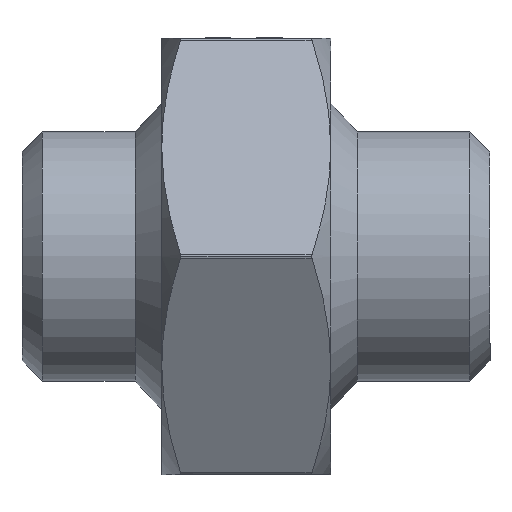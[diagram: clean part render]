
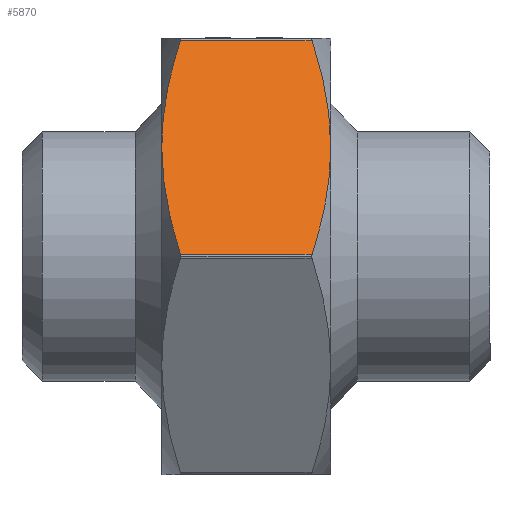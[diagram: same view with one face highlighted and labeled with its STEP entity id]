
A CAD part, front view. The second image highlights one B-rep face of the part: STEP entity #5870.
In plain terms, the highlighted planar face has unit normal (0, -0.866, 0.5).
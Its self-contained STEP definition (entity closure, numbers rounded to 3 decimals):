
#53 = CARTESIAN_POINT ( 'NONE',  ( 7.084, -26.991, 0.25 ) ) ;
#561 = CARTESIAN_POINT ( 'NONE',  ( 7.084, -13.712, 23.25 ) ) ;
#745 = VECTOR ( 'NONE', #13511, 1000. ) ;
#1427 = CARTESIAN_POINT ( 'NONE',  ( 9.1, -17.261, 17.102 ) ) ;
#1430 =( BOUNDED_CURVE ( )  B_SPLINE_CURVE ( 2, ( #13525, #11494, #12535 ),
 .UNSPECIFIED., .F., .F. ) 
 B_SPLINE_CURVE_WITH_KNOTS ( ( 3, 3 ),
 ( 2.002, 3.432 ),
 .UNSPECIFIED. ) 
 CURVE ( )  GEOMETRIC_REPRESENTATION_ITEM ( )  RATIONAL_B_SPLINE_CURVE ( ( 1., 1.052, 1.03 ) ) 
 REPRESENTATION_ITEM ( '' )  );
#2470 = EDGE_CURVE ( 'NONE', #3367, #6913, #1430, .T. ) ;
#2674 = LINE ( 'NONE', #11038, #7835 ) ;
#2820 = LINE ( 'NONE', #13561, #745 ) ;
#3217 = CARTESIAN_POINT ( 'NONE',  ( -9.1, -20.352, 11.75 ) ) ;
#3367 = VERTEX_POINT ( 'NONE', #3217 ) ;
#3429 = ORIENTED_EDGE ( 'NONE', *, *, #12794, .F. ) ;
#3774 = DIRECTION ( 'NONE',  ( 0., -0.866, 0.5 ) ) ;
#3930 =( BOUNDED_CURVE ( )  B_SPLINE_CURVE ( 2, ( #9106, #13978, #11605 ),
 .UNSPECIFIED., .F., .F. ) 
 B_SPLINE_CURVE_WITH_KNOTS ( ( 3, 3 ),
 ( 0.572, 2.002 ),
 .UNSPECIFIED. ) 
 CURVE ( )  GEOMETRIC_REPRESENTATION_ITEM ( )  RATIONAL_B_SPLINE_CURVE ( ( 1.03, 1.052, 1. ) ) 
 REPRESENTATION_ITEM ( '' )  );
#3943 = DIRECTION ( 'NONE',  ( 1., 0., 0. ) ) ;
#3960 = ORIENTED_EDGE ( 'NONE', *, *, #13331, .T. ) ;
#4270 = VERTEX_POINT ( 'NONE', #53 ) ;
#4924 = PLANE ( 'NONE',  #11872 ) ;
#5870 = ADVANCED_FACE ( 'NONE', ( #15247 ), #4924, .T. ) ;
#6047 = CARTESIAN_POINT ( 'NONE',  ( 9.1, -23.442, 6.398 ) ) ;
#6893 = ORIENTED_EDGE ( 'NONE', *, *, #2470, .T. ) ;
#6913 = VERTEX_POINT ( 'NONE', #10726 ) ;
#7199 = CARTESIAN_POINT ( 'NONE',  ( 7.084, -26.991, 0.25 ) ) ;
#7835 = VECTOR ( 'NONE', #3943, 1000. ) ;
#8652 = CARTESIAN_POINT ( 'NONE',  ( 9.1, -20.352, 11.75 ) ) ;
#8788 = EDGE_CURVE ( 'NONE', #4270, #6913, #2820, .T. ) ;
#8802 = VERTEX_POINT ( 'NONE', #12324 ) ;
#9090 = EDGE_LOOP ( 'NONE', ( #3429, #11005, #6893, #12410, #13652, #3960 ) ) ;
#9106 = CARTESIAN_POINT ( 'NONE',  ( -7.084, -13.712, 23.25 ) ) ;
#9884 = VERTEX_POINT ( 'NONE', #12814 ) ;
#10726 = CARTESIAN_POINT ( 'NONE',  ( -7.084, -26.991, 0.25 ) ) ;
#10764 = DIRECTION ( 'NONE',  ( 0., -0.5, -0.866 ) ) ;
#11005 = ORIENTED_EDGE ( 'NONE', *, *, #14180, .T. ) ;
#11038 = CARTESIAN_POINT ( 'NONE',  ( 0., -13.712, 23.25 ) ) ;
#11144 = VERTEX_POINT ( 'NONE', #8652 ) ;
#11494 = CARTESIAN_POINT ( 'NONE',  ( -9.1, -23.442, 6.398 ) ) ;
#11605 = CARTESIAN_POINT ( 'NONE',  ( -9.1, -20.352, 11.75 ) ) ;
#11872 = AXIS2_PLACEMENT_3D ( 'NONE', #13214, #3774, #10764 ) ;
#12324 = CARTESIAN_POINT ( 'NONE',  ( -7.084, -13.712, 23.25 ) ) ;
#12410 = ORIENTED_EDGE ( 'NONE', *, *, #8788, .F. ) ;
#12535 = CARTESIAN_POINT ( 'NONE',  ( -7.084, -26.991, 0.25 ) ) ;
#12664 =( BOUNDED_CURVE ( )  B_SPLINE_CURVE ( 2, ( #7199, #6047, #14525 ),
 .UNSPECIFIED., .F., .T. ) 
 B_SPLINE_CURVE_WITH_KNOTS ( ( 3, 3 ),
 ( 0.572, 2.002 ),
 .UNSPECIFIED. ) 
 CURVE ( )  GEOMETRIC_REPRESENTATION_ITEM ( )  RATIONAL_B_SPLINE_CURVE ( ( 1.03, 1.052, 1. ) ) 
 REPRESENTATION_ITEM ( '' )  );
#12794 = EDGE_CURVE ( 'NONE', #8802, #9884, #2674, .T. ) ;
#12814 = CARTESIAN_POINT ( 'NONE',  ( 7.084, -13.712, 23.25 ) ) ;
#13214 = CARTESIAN_POINT ( 'NONE',  ( 0., -13.568, 23.5 ) ) ;
#13331 = EDGE_CURVE ( 'NONE', #11144, #9884, #15021, .T. ) ;
#13511 = DIRECTION ( 'NONE',  ( -1., 0., 0. ) ) ;
#13525 = CARTESIAN_POINT ( 'NONE',  ( -9.1, -20.352, 11.75 ) ) ;
#13561 = CARTESIAN_POINT ( 'NONE',  ( 0., -26.991, 0.25 ) ) ;
#13652 = ORIENTED_EDGE ( 'NONE', *, *, #13898, .T. ) ;
#13898 = EDGE_CURVE ( 'NONE', #4270, #11144, #12664, .T. ) ;
#13978 = CARTESIAN_POINT ( 'NONE',  ( -9.1, -17.261, 17.102 ) ) ;
#14180 = EDGE_CURVE ( 'NONE', #8802, #3367, #3930, .T. ) ;
#14350 = CARTESIAN_POINT ( 'NONE',  ( 9.1, -20.352, 11.75 ) ) ;
#14525 = CARTESIAN_POINT ( 'NONE',  ( 9.1, -20.352, 11.75 ) ) ;
#15021 =( BOUNDED_CURVE ( )  B_SPLINE_CURVE ( 2, ( #14350, #1427, #561 ),
 .UNSPECIFIED., .F., .F. ) 
 B_SPLINE_CURVE_WITH_KNOTS ( ( 3, 3 ),
 ( 2.002, 3.432 ),
 .UNSPECIFIED. ) 
 CURVE ( )  GEOMETRIC_REPRESENTATION_ITEM ( )  RATIONAL_B_SPLINE_CURVE ( ( 1., 1.052, 1.03 ) ) 
 REPRESENTATION_ITEM ( '' )  );
#15247 = FACE_OUTER_BOUND ( 'NONE', #9090, .T. ) ;
